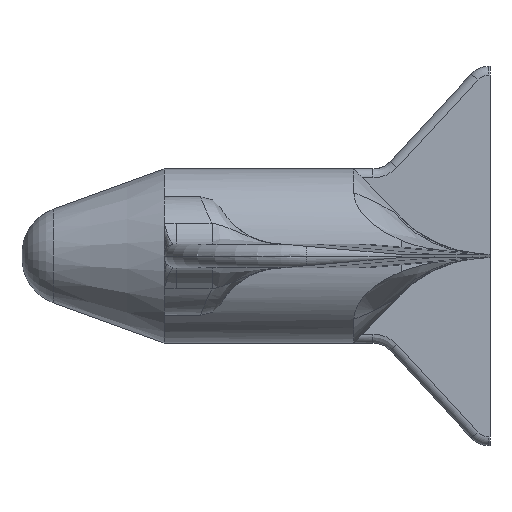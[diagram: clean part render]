
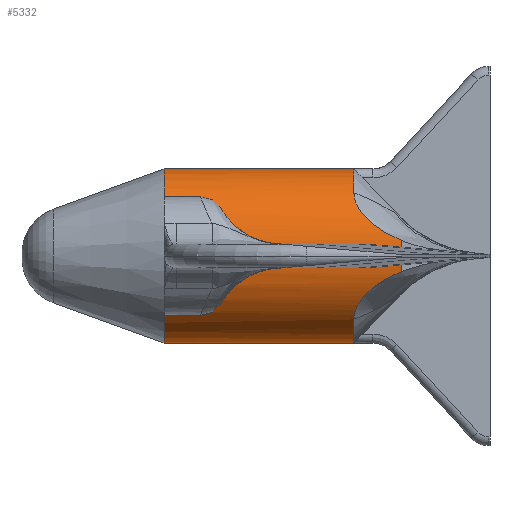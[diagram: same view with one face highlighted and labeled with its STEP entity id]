
A CAD part, left-side view. The second image highlights one B-rep face of the part: STEP entity #5332.
In plain terms, the highlighted cylindrical face has radius 29.471 mm (diameter 58.941 mm), a partial arc.
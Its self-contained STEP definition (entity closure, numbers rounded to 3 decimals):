
#101 = CARTESIAN_POINT ( 'NONE',  ( -29.471, -40., 0. ) ) ;
#231 = VECTOR ( 'NONE', #5650, 1000. ) ;
#329 = CARTESIAN_POINT ( 'NONE',  ( -25.408, -26.329, -14.939 ) ) ;
#512 = ORIENTED_EDGE ( 'NONE', *, *, #8016, .T. ) ;
#529 = CARTESIAN_POINT ( 'NONE',  ( 0., 0., 29.471 ) ) ;
#560 = CIRCLE ( 'NONE', #3229, 29.471 ) ;
#686 = CARTESIAN_POINT ( 'NONE',  ( -23.626, -24.812, 17.618 ) ) ;
#747 = CARTESIAN_POINT ( 'NONE',  ( -24.225, -25.202, 16.784 ) ) ;
#801 = CYLINDRICAL_SURFACE ( 'NONE', #5003, 29.471 ) ;
#812 = DIRECTION ( 'NONE',  ( 0., 1., 0. ) ) ;
#894 = CARTESIAN_POINT ( 'NONE',  ( 0., -24., -29.471 ) ) ;
#950 = CIRCLE ( 'NONE', #3771, 29.471 ) ;
#991 = EDGE_CURVE ( 'NONE', #2724, #6835, #5829, .T. ) ;
#1124 = ORIENTED_EDGE ( 'NONE', *, *, #5759, .T. ) ;
#1199 = CARTESIAN_POINT ( 'NONE',  ( 0., -40., 0. ) ) ;
#1397 = CARTESIAN_POINT ( 'NONE',  ( -26.26, -27.583, 13.384 ) ) ;
#1455 = CARTESIAN_POINT ( 'NONE',  ( -28.842, -37.977, 6.113 ) ) ;
#1513 = CARTESIAN_POINT ( 'NONE',  ( -28.164, -33.258, 8.697 ) ) ;
#1574 = CARTESIAN_POINT ( 'NONE',  ( -26.06, -27.245, 13.77 ) ) ;
#1636 = ORIENTED_EDGE ( 'NONE', *, *, #6367, .F. ) ;
#1916 = DIRECTION ( 'NONE',  ( 0., 1., 0. ) ) ;
#2292 = ORIENTED_EDGE ( 'NONE', *, *, #7699, .T. ) ;
#2303 = DIRECTION ( 'NONE',  ( 0., 1., 0. ) ) ;
#2310 = VERTEX_POINT ( 'NONE', #6228 ) ;
#2350 = CARTESIAN_POINT ( 'NONE',  ( -26.796, -28.657, 12.274 ) ) ;
#2404 = DIRECTION ( 'NONE',  ( 0., 0., 1. ) ) ;
#2582 = CARTESIAN_POINT ( 'NONE',  ( 0., -40., 0. ) ) ;
#2724 = VERTEX_POINT ( 'NONE', #5623 ) ;
#2874 = CARTESIAN_POINT ( 'NONE',  ( -28.166, -33.268, -8.691 ) ) ;
#2979 = CARTESIAN_POINT ( 'NONE',  ( -27.112, -29.431, -11.558 ) ) ;
#3038 = DIRECTION ( 'NONE',  ( 0., 0., 1. ) ) ;
#3096 = CARTESIAN_POINT ( 'NONE',  ( -27.256, -29.828, -11.215 ) ) ;
#3106 = DIRECTION ( 'NONE',  ( 0., 1., 0. ) ) ;
#3146 = AXIS2_PLACEMENT_3D ( 'NONE', #5114, #9396, #3432 ) ;
#3229 = AXIS2_PLACEMENT_3D ( 'NONE', #5500, #3106, #9908 ) ;
#3240 = FACE_OUTER_BOUND ( 'NONE', #3249, .T. ) ;
#3249 = EDGE_LOOP ( 'NONE', ( #10199, #1124, #10992, #512, #10823, #7844, #2292, #4001, #1636 ) ) ;
#3432 = DIRECTION ( 'NONE',  ( 0., 0., 1. ) ) ;
#3706 = CARTESIAN_POINT ( 'NONE',  ( -24.915, -25.786, -15.747 ) ) ;
#3723 = AXIS2_PLACEMENT_3D ( 'NONE', #9005, #1916, #8656 ) ;
#3771 = AXIS2_PLACEMENT_3D ( 'NONE', #2582, #812, #9428 ) ;
#3865 = CARTESIAN_POINT ( 'NONE',  ( -25.64, -26.626, -14.537 ) ) ;
#4001 = ORIENTED_EDGE ( 'NONE', *, *, #10095, .T. ) ;
#4063 = CARTESIAN_POINT ( 'NONE',  ( -23.152, -24.562, 18.242 ) ) ;
#4213 = EDGE_CURVE ( 'NONE', #6868, #2724, #950, .T. ) ;
#4235 = CARTESIAN_POINT ( 'NONE',  ( 0., 0., 0. ) ) ;
#4266 = CIRCLE ( 'NONE', #3723, 29.471 ) ;
#4658 = CARTESIAN_POINT ( 'NONE',  ( -23.163, -24.567, -18.228 ) ) ;
#4717 = VECTOR ( 'NONE', #2303, 1000. ) ;
#4750 = LINE ( 'NONE', #529, #4717 ) ;
#4783 = CARTESIAN_POINT ( 'NONE',  ( -28.991, -40., -5.297 ) ) ;
#4801 = CARTESIAN_POINT ( 'NONE',  ( -21.792, -24.102, 19.868 ) ) ;
#4861 = CARTESIAN_POINT ( 'NONE',  ( -27.264, -29.803, 11.214 ) ) ;
#4917 = CARTESIAN_POINT ( 'NONE',  ( -24.926, -25.754, 15.754 ) ) ;
#5003 = AXIS2_PLACEMENT_3D ( 'NONE', #4235, #10941, #2404 ) ;
#5032 = CARTESIAN_POINT ( 'NONE',  ( -27.527, -30.624, 10.547 ) ) ;
#5114 = CARTESIAN_POINT ( 'NONE',  ( 0., 40., 0. ) ) ;
#5154 = CARTESIAN_POINT ( 'NONE',  ( 0., -24., 29.471 ) ) ;
#5332 = ADVANCED_FACE ( 'NONE', ( #3240 ), #801, .T. ) ;
#5490 = CARTESIAN_POINT ( 'NONE',  ( -24.653, -25.539, -16.155 ) ) ;
#5500 = CARTESIAN_POINT ( 'NONE',  ( 0., -24., 0. ) ) ;
#5542 = CARTESIAN_POINT ( 'NONE',  ( -28.637, -36.034, -7.053 ) ) ;
#5623 = CARTESIAN_POINT ( 'NONE',  ( -28.991, -40., 5.297 ) ) ;
#5650 = DIRECTION ( 'NONE',  ( 0., 1., 0. ) ) ;
#5673 = VERTEX_POINT ( 'NONE', #4783 ) ;
#5759 = EDGE_CURVE ( 'NONE', #5955, #7812, #560, .T. ) ;
#5789 = CARTESIAN_POINT ( 'NONE',  ( -27.978, -32.357, 9.284 ) ) ;
#5829 = B_SPLINE_CURVE_WITH_KNOTS ( 'NONE', 3,
 ( #9256, #1455, #7519, #1513, #5789, #5032, #4861, #2350, #6569, #1397, #1574, #10942, #4917, #747, #8372, #7573, #686, #4063, #10157, #4801, #10884, #6626 ),
 .UNSPECIFIED., .F., .F.,
 ( 4, 2, 2, 2, 2, 2, 2, 2, 2, 2, 4 ),
 ( 0., 0.007, 0.01, 0.013, 0.015, 0.016, 0.02, 0.02, 0.021, 0.023, 0.026 ),
 .UNSPECIFIED. ) ;
#5955 = VERTEX_POINT ( 'NONE', #894 ) ;
#6077 = CARTESIAN_POINT ( 'NONE',  ( -20.251, -24., 21.411 ) ) ;
#6228 = CARTESIAN_POINT ( 'NONE',  ( 0., 40., -29.471 ) ) ;
#6261 = CARTESIAN_POINT ( 'NONE',  ( -28.842, -37.978, -6.112 ) ) ;
#6329 = EDGE_CURVE ( 'NONE', #7812, #5673, #10839, .T. ) ;
#6367 = EDGE_CURVE ( 'NONE', #2310, #10527, #7596, .T. ) ;
#6479 = LINE ( 'NONE', #10801, #231 ) ;
#6481 = CARTESIAN_POINT ( 'NONE',  ( -28.991, -40., -5.297 ) ) ;
#6569 = CARTESIAN_POINT ( 'NONE',  ( -26.627, -28.288, 12.636 ) ) ;
#6626 = CARTESIAN_POINT ( 'NONE',  ( -20.251, -24., 21.411 ) ) ;
#6835 = VERTEX_POINT ( 'NONE', #6077 ) ;
#6854 = VERTEX_POINT ( 'NONE', #5154 ) ;
#6868 = VERTEX_POINT ( 'NONE', #101 ) ;
#6965 = AXIS2_PLACEMENT_3D ( 'NONE', #1199, #9671, #3038 ) ;
#7106 = CARTESIAN_POINT ( 'NONE',  ( -26.284, -27.578, -13.359 ) ) ;
#7157 = CARTESIAN_POINT ( 'NONE',  ( -22.83, -24.429, -18.644 ) ) ;
#7519 = CARTESIAN_POINT ( 'NONE',  ( -28.636, -36.03, 7.055 ) ) ;
#7556 = CARTESIAN_POINT ( 'NONE',  ( -20.251, -24., -21.411 ) ) ;
#7573 = CARTESIAN_POINT ( 'NONE',  ( -23.781, -24.903, 17.408 ) ) ;
#7596 = CIRCLE ( 'NONE', #3146, 29.471 ) ;
#7699 = EDGE_CURVE ( 'NONE', #6835, #6854, #4266, .T. ) ;
#7812 = VERTEX_POINT ( 'NONE', #7556 ) ;
#7844 = ORIENTED_EDGE ( 'NONE', *, *, #991, .T. ) ;
#7857 = CIRCLE ( 'NONE', #6965, 29.471 ) ;
#7996 = CARTESIAN_POINT ( 'NONE',  ( -27.981, -32.371, -9.275 ) ) ;
#8016 = EDGE_CURVE ( 'NONE', #5673, #6868, #7857, .T. ) ;
#8057 = CARTESIAN_POINT ( 'NONE',  ( -23.796, -24.903, -17.393 ) ) ;
#8123 = EDGE_CURVE ( 'NONE', #5955, #2310, #6479, .T. ) ;
#8175 = CARTESIAN_POINT ( 'NONE',  ( -20.251, -24., -21.411 ) ) ;
#8372 = CARTESIAN_POINT ( 'NONE',  ( -24.08, -25.098, 16.992 ) ) ;
#8656 = DIRECTION ( 'NONE',  ( 0., 0., -1. ) ) ;
#9005 = CARTESIAN_POINT ( 'NONE',  ( 0., -24., 0. ) ) ;
#9194 = CARTESIAN_POINT ( 'NONE',  ( 0., 40., 29.471 ) ) ;
#9256 = CARTESIAN_POINT ( 'NONE',  ( -28.991, -40., 5.297 ) ) ;
#9396 = DIRECTION ( 'NONE',  ( 0., 1., 0. ) ) ;
#9428 = DIRECTION ( 'NONE',  ( 0., 0., 1. ) ) ;
#9671 = DIRECTION ( 'NONE',  ( 0., 1., 0. ) ) ;
#9728 = CARTESIAN_POINT ( 'NONE',  ( -24.094, -25.098, -16.978 ) ) ;
#9788 = CARTESIAN_POINT ( 'NONE',  ( -27.644, -31.072, -10.22 ) ) ;
#9841 = CARTESIAN_POINT ( 'NONE',  ( -27.521, -30.648, -10.546 ) ) ;
#9908 = DIRECTION ( 'NONE',  ( 0., 0., -1. ) ) ;
#10095 = EDGE_CURVE ( 'NONE', #6854, #10527, #4750, .T. ) ;
#10157 = CARTESIAN_POINT ( 'NONE',  ( -22.822, -24.426, 18.653 ) ) ;
#10199 = ORIENTED_EDGE ( 'NONE', *, *, #8123, .F. ) ;
#10524 = CARTESIAN_POINT ( 'NONE',  ( -21.051, -24., -20.654 ) ) ;
#10527 = VERTEX_POINT ( 'NONE', #9194 ) ;
#10581 = CARTESIAN_POINT ( 'NONE',  ( -26.645, -28.285, -12.616 ) ) ;
#10745 = CARTESIAN_POINT ( 'NONE',  ( -21.795, -24.102, -19.865 ) ) ;
#10801 = CARTESIAN_POINT ( 'NONE',  ( 0., 0., -29.471 ) ) ;
#10823 = ORIENTED_EDGE ( 'NONE', *, *, #4213, .T. ) ;
#10839 = B_SPLINE_CURVE_WITH_KNOTS ( 'NONE', 3,
 ( #8175, #10524, #10745, #7157, #4658, #8057, #9728, #5490, #3706, #329, #3865, #7106, #10581, #2979, #3096, #9841, #9788, #7996, #2874, #5542, #6261, #6481 ),
 .UNSPECIFIED., .F., .F.,
 ( 4, 2, 2, 2, 2, 2, 2, 2, 2, 2, 4 ),
 ( 0., 0.003, 0.005, 0.007, 0.008, 0.01, 0.013, 0.015, 0.016, 0.02, 0.026 ),
 .UNSPECIFIED. ) ;
#10884 = CARTESIAN_POINT ( 'NONE',  ( -21.051, -24., 20.654 ) ) ;
#10941 = DIRECTION ( 'NONE',  ( 0., 1., 0. ) ) ;
#10942 = CARTESIAN_POINT ( 'NONE',  ( -25.414, -26.296, 14.948 ) ) ;
#10992 = ORIENTED_EDGE ( 'NONE', *, *, #6329, .T. ) ;
